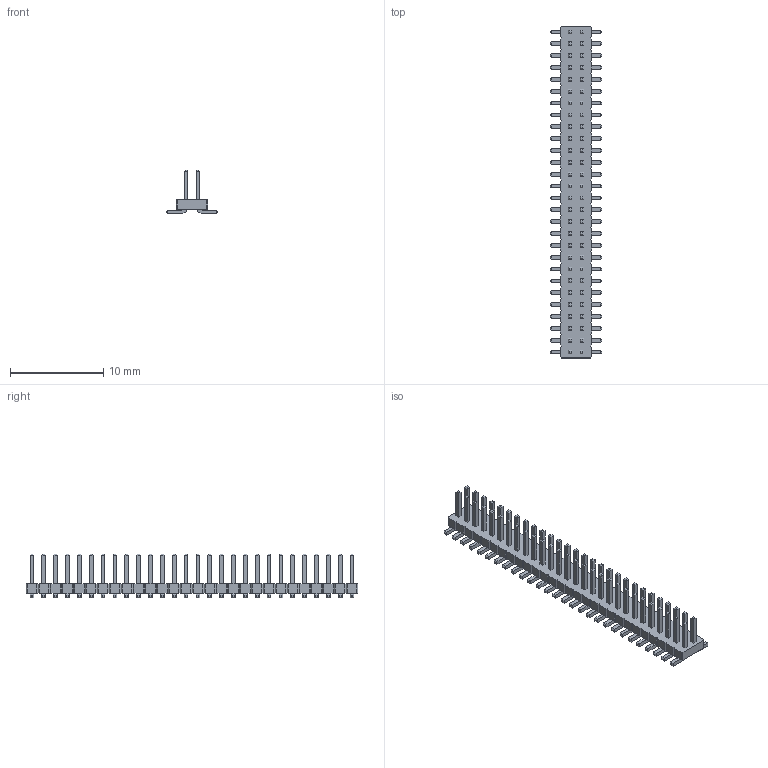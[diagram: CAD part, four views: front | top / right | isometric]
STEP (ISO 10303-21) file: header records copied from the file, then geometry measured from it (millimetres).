
FILE_DESCRIPTION(/* description */ ('model of Pin_Header_Straight_2x28_Pitch1.27mm_SMD'),/* implementation_level */ '2;1');
FILE_NAME(/* name */ 'Pin_Header_Straight_2x28_Pitch1.27mm_SMD.step',/* time_stamp */ '2017-08-19T04:25:42',/* author */ ('kicad StepUp','ksu'),/* organization */ ('FreeCAD'),/* preprocessor_version */ 'OCC',/* originating_system */ 'kicad StepUp',/* authorisation */ '');
FILE_SCHEMA(('AUTOMOTIVE_DESIGN { 1 0 10303 214 1 1 1 1 }'));
Length unit declared in the file: millimetre
Products named in the file (1): Pin_Header_Straight_2x28_Pitch127mm_SMD
Bounding box: 5.5 x 35.56 x 4.68 mm (x, y, z)
Volume: 166.9 mm3; surface area: 785.7 mm2
Topology: 1 solids, 1 shells, 1292 faces, 3086 edges, 1908 vertices
Faces by surface type: plane 1180, cylinder 112
Entity records: 45267 total; most frequent: CARTESIAN_POINT 6287, ORIENTED_EDGE 6172, DIRECTION 5896, EDGE_CURVE 3086, LINE 2862, VECTOR 2862, VERTEX_POINT 1908, AXIS2_PLACEMENT_3D 1517
